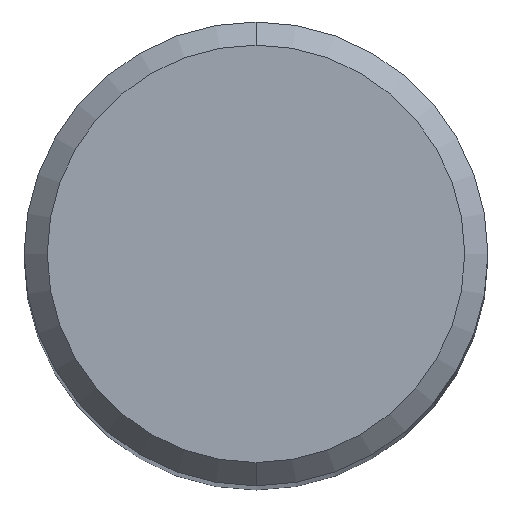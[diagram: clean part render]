
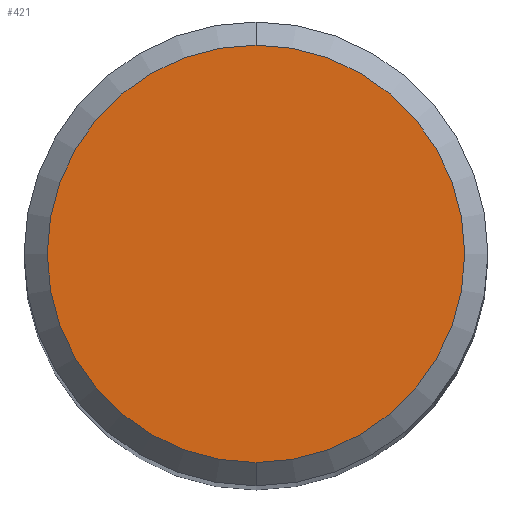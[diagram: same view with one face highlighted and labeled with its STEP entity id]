
A CAD part, top view. The second image highlights one B-rep face of the part: STEP entity #421.
In plain terms, the highlighted planar face has unit normal (0, 0, 1).
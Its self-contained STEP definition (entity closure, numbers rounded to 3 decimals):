
#213=VERTEX_POINT('',#532);
#219=VERTEX_POINT('',#538);
#339=EDGE_CURVE('',#213,#219,#675,.T.);
#377=EDGE_CURVE('',#219,#213,#715,.T.);
#421=ADVANCED_FACE('',(#761),#762,.T.);
#532=CARTESIAN_POINT('',(0.0,3.6,0.0));
#538=CARTESIAN_POINT('',(0.,-3.6,0.0));
#675=CIRCLE('',#1182,3.6);
#715=CIRCLE('',#1234,3.6);
#761=FACE_OUTER_BOUND('',#1339,.T.);
#762=PLANE('',#1340);
#1182=AXIS2_PLACEMENT_3D('',#1732,#1733,#1734);
#1234=AXIS2_PLACEMENT_3D('',#1763,#1764,#1765);
#1339=EDGE_LOOP('',(#1794,#1795));
#1340=AXIS2_PLACEMENT_3D('',#1796,#1797,#1798);
#1732=CARTESIAN_POINT('',(0.0,0.0,0.0));
#1733=DIRECTION('',(0.0,0.0,-1.0));
#1734=DIRECTION('',(0.0,1.0,0.0));
#1763=CARTESIAN_POINT('',(0.0,0.0,0.0));
#1764=DIRECTION('',(0.0,0.0,-1.0));
#1765=DIRECTION('',(0.0,1.0,0.0));
#1794=ORIENTED_EDGE('',*,*,#339,.F.);
#1795=ORIENTED_EDGE('',*,*,#377,.F.);
#1796=CARTESIAN_POINT('',(0.0,1.8,0.0));
#1797=DIRECTION('',(-0.0,0.0,1.0));
#1798=DIRECTION('',(0.0,-1.0,0.0));
